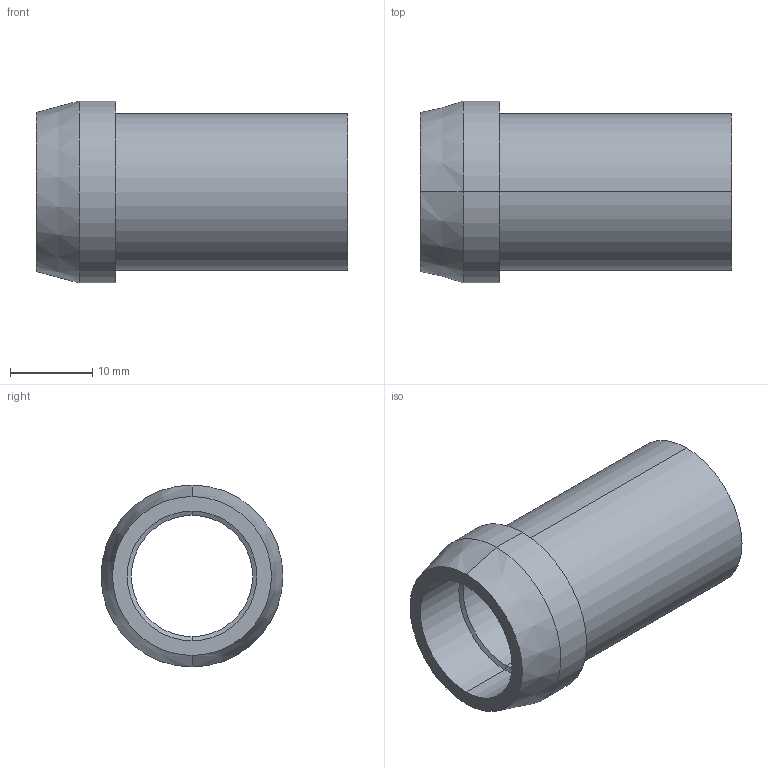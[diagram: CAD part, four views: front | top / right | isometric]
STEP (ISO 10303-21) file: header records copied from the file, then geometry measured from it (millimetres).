
FILE_DESCRIPTION (( 'STEP AP203' ), '1' );
FILE_NAME ('OEM SS-1211-PC_REV_PRODUCT_DEFINITION_FORMATION_ID.step', '2026-02-11T00:45:41', ( '' ), ( '' ), 'SwSTEP 2.0', 'SolidWorks 2025', '' );
FILE_SCHEMA (( 'CONFIG_CONTROL_DESIGN' ));
Length unit declared in the file: millimetre
Products named in the file (1): OEM SS-1211-PC_REV_PRODUCT_DEFINITION_FORMATION_ID
Bounding box: 37.85 x 22.1 x 22.1 mm (x, y, z)
Volume: 4880.8 mm3; surface area: 4445.6 mm2
Topology: 1 solids, 1 shells, 15 faces, 30 edges, 18 vertices
Faces by surface type: cylinder 8, cone 4, plane 3
Entity records: 475 total; most frequent: DIRECTION 80, CARTESIAN_POINT 64, ORIENTED_EDGE 60, AXIS2_PLACEMENT_3D 34, EDGE_CURVE 30, VERTEX_POINT 18, CIRCLE 18, EDGE_LOOP 18
